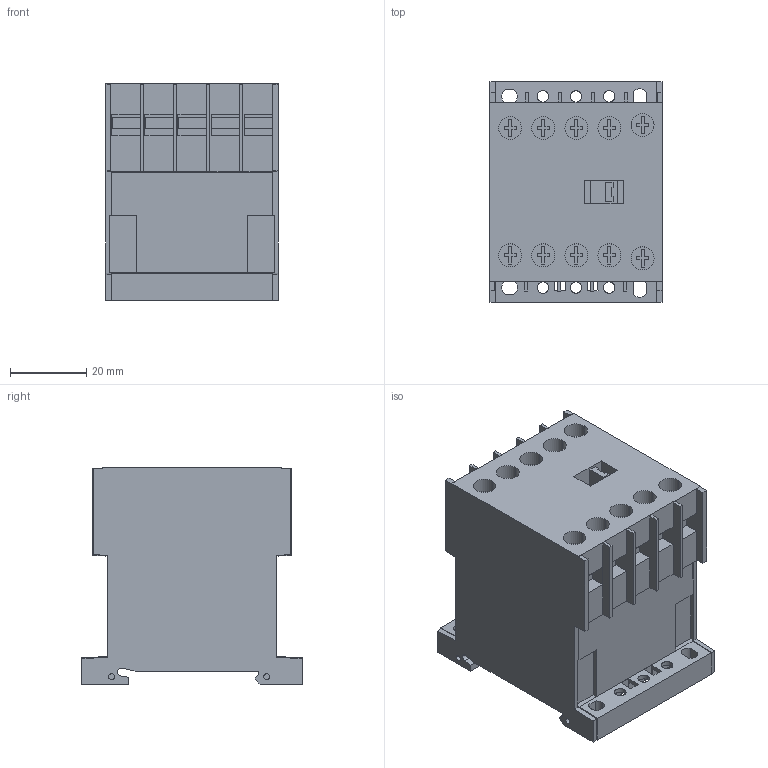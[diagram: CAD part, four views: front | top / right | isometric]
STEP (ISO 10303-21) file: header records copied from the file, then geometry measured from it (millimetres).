
FILE_DESCRIPTION(('STEP AP242'),'1');
FILE_NAME('ca2kn22b72.stp','2021-02-09T05:37:56',('TraceParts'),('TraceParts S.A.'),'Spatial InterOp 3D',' ',' ');
FILE_SCHEMA(('AP242_MANAGED_MODEL_BASED_3D_ENGINEERING_MIM_LF {1 0 10303 442 1 1 4}'));
Length unit declared in the file: millimetre
Products named in the file (1): ca2kn22b72
Bounding box: 45 x 58 x 56.69 mm (x, y, z)
Volume: 107200.1 mm3; surface area: 21666.7 mm2
Topology: 1 solids, 1 shells, 503 faces, 1405 edges, 947 vertices
Faces by surface type: plane 447, cylinder 56
Entity records: 16248 total; most frequent: CARTESIAN_POINT 3170, ORIENTED_EDGE 2810, DIRECTION 2481, EDGE_CURVE 1405, LINE 1249, VECTOR 1249, VERTEX_POINT 947, AXIS2_PLACEMENT_3D 616
